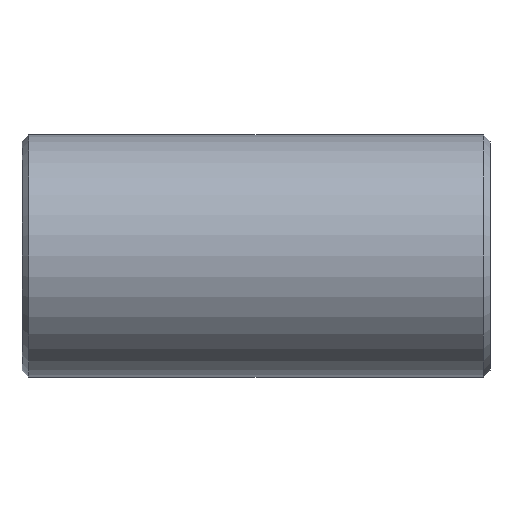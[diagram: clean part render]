
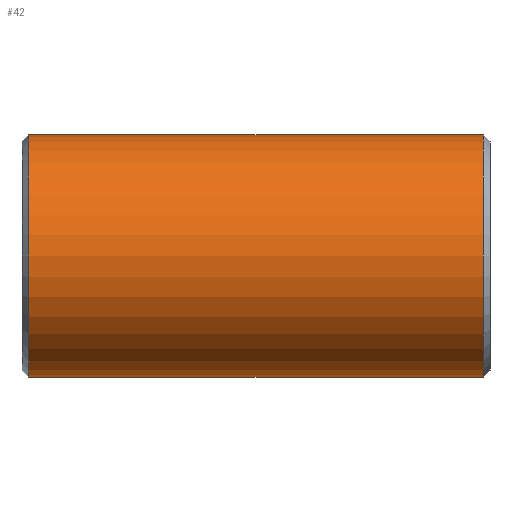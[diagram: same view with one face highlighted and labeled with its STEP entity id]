
A CAD part, front view. The second image highlights one B-rep face of the part: STEP entity #42.
In plain terms, the highlighted cylindrical face has radius 44.45 mm (diameter 88.9 mm), a partial arc.
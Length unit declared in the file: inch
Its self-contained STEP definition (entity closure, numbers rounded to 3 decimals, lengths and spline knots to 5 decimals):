
#4 = CARTESIAN_POINT ( 'NONE',  ( 3.28, 0., 1.75 ) ) ;
#12 = ORIENTED_EDGE ( 'NONE', *, *, #452, .T. ) ;
#42 = ADVANCED_FACE ( 'NONE', ( #579 ), #399, .T. ) ;
#59 = CARTESIAN_POINT ( 'NONE',  ( 3.38, 0., 1.75 ) ) ;
#74 = VECTOR ( 'NONE', #745, 39.37008 ) ;
#111 = VERTEX_POINT ( 'NONE', #280 ) ;
#113 = DIRECTION ( 'NONE',  ( 0., 0., -1. ) ) ;
#130 = VERTEX_POINT ( 'NONE', #152 ) ;
#151 = DIRECTION ( 'NONE',  ( 0., 0., 1. ) ) ;
#152 = CARTESIAN_POINT ( 'NONE',  ( -3.28, 0., -1.75 ) ) ;
#171 = CARTESIAN_POINT ( 'NONE',  ( 3.28, 0., 0. ) ) ;
#190 = VERTEX_POINT ( 'NONE', #4 ) ;
#280 = CARTESIAN_POINT ( 'NONE',  ( 3.28, 0., -1.75 ) ) ;
#284 = CIRCLE ( 'NONE', #613, 1.75 ) ;
#292 = EDGE_CURVE ( 'NONE', #190, #743, #552, .T. ) ;
#305 = EDGE_CURVE ( 'NONE', #111, #190, #284, .T. ) ;
#327 = AXIS2_PLACEMENT_3D ( 'NONE', #409, #404, #151 ) ;
#350 = EDGE_CURVE ( 'NONE', #111, #130, #459, .T. ) ;
#397 = DIRECTION ( 'NONE',  ( -1., 0., 0. ) ) ;
#399 = CYLINDRICAL_SURFACE ( 'NONE', #717, 1.75 ) ;
#404 = DIRECTION ( 'NONE',  ( 1., 0., 0. ) ) ;
#409 = CARTESIAN_POINT ( 'NONE',  ( -3.28, 0., 0. ) ) ;
#412 = DIRECTION ( 'NONE',  ( -1., 0., 0. ) ) ;
#414 = EDGE_LOOP ( 'NONE', ( #667, #699, #754, #12 ) ) ;
#452 = EDGE_CURVE ( 'NONE', #743, #130, #730, .T. ) ;
#459 = LINE ( 'NONE', #664, #785 ) ;
#552 = LINE ( 'NONE', #59, #74 ) ;
#579 = FACE_OUTER_BOUND ( 'NONE', #414, .T. ) ;
#613 = AXIS2_PLACEMENT_3D ( 'NONE', #171, #669, #113 ) ;
#664 = CARTESIAN_POINT ( 'NONE',  ( 3.38, 0., -1.75 ) ) ;
#667 = ORIENTED_EDGE ( 'NONE', *, *, #350, .F. ) ;
#669 = DIRECTION ( 'NONE',  ( -1., 0., 0. ) ) ;
#698 = CARTESIAN_POINT ( 'NONE',  ( 3.38, 0., 0. ) ) ;
#699 = ORIENTED_EDGE ( 'NONE', *, *, #305, .T. ) ;
#710 = DIRECTION ( 'NONE',  ( 0., 0., 1. ) ) ;
#717 = AXIS2_PLACEMENT_3D ( 'NONE', #698, #397, #710 ) ;
#730 = CIRCLE ( 'NONE', #327, 1.75 ) ;
#743 = VERTEX_POINT ( 'NONE', #777 ) ;
#745 = DIRECTION ( 'NONE',  ( -1., 0., 0. ) ) ;
#754 = ORIENTED_EDGE ( 'NONE', *, *, #292, .T. ) ;
#777 = CARTESIAN_POINT ( 'NONE',  ( -3.28, 0., 1.75 ) ) ;
#785 = VECTOR ( 'NONE', #412, 39.37008 ) ;
